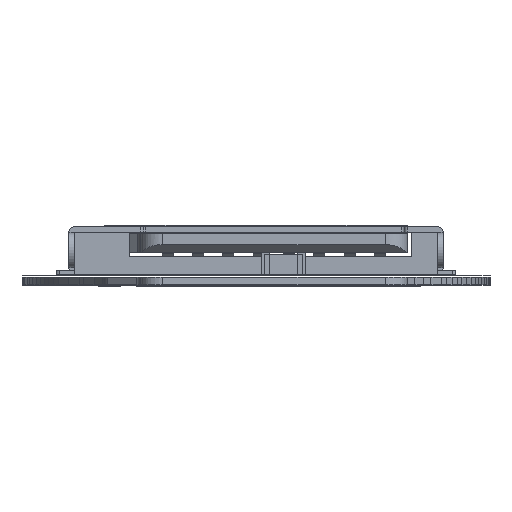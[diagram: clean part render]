
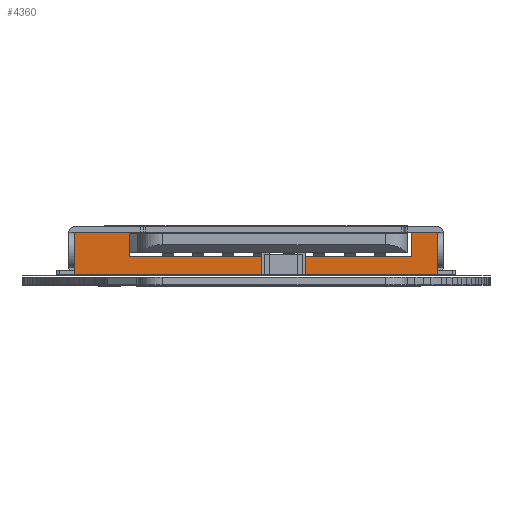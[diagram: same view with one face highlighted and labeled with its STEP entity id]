
A CAD part, left-side view. The second image highlights one B-rep face of the part: STEP entity #4360.
In plain terms, the highlighted face is planar.
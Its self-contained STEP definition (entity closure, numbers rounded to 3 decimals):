
#3236 = VERTEX_POINT('',#3237);
#3237 = CARTESIAN_POINT('',(-6.6,-6.75,0.));
#3243 = EDGE_CURVE('',#3244,#3236,#3246,.T.);
#3244 = VERTEX_POINT('',#3245);
#3245 = CARTESIAN_POINT('',(-6.6,-6.75,1.55));
#3246 = LINE('',#3247,#3248);
#3247 = CARTESIAN_POINT('',(-6.6,-6.75,1.55));
#3248 = VECTOR('',#3249,1.);
#3249 = DIRECTION('',(0.,0.,-1.));
#3720 = VERTEX_POINT('',#3721);
#3721 = CARTESIAN_POINT('',(6.6,-6.75,0.));
#3727 = EDGE_CURVE('',#3236,#3720,#3728,.T.);
#3728 = LINE('',#3729,#3730);
#3729 = CARTESIAN_POINT('',(-6.6,-6.75,0.));
#3730 = VECTOR('',#3731,1.);
#3731 = DIRECTION('',(1.,0.,0.));
#3821 = EDGE_CURVE('',#3244,#3822,#3824,.T.);
#3822 = VERTEX_POINT('',#3823);
#3823 = CARTESIAN_POINT('',(-4.6,-6.75,1.55));
#3824 = LINE('',#3825,#3826);
#3825 = CARTESIAN_POINT('',(-6.6,-6.75,1.55));
#3826 = VECTOR('',#3827,1.);
#3827 = DIRECTION('',(1.,0.,0.));
#4049 = VERTEX_POINT('',#4050);
#4050 = CARTESIAN_POINT('',(6.6,-6.75,1.55));
#4056 = EDGE_CURVE('',#4049,#3720,#4057,.T.);
#4057 = LINE('',#4058,#4059);
#4058 = CARTESIAN_POINT('',(6.6,-6.75,1.55));
#4059 = VECTOR('',#4060,1.);
#4060 = DIRECTION('',(0.,0.,-1.));
#4223 = VERTEX_POINT('',#4224);
#4224 = CARTESIAN_POINT('',(5.65,-6.75,1.55));
#4230 = EDGE_CURVE('',#4223,#4049,#4231,.T.);
#4231 = LINE('',#4232,#4233);
#4232 = CARTESIAN_POINT('',(-6.6,-6.75,1.55));
#4233 = VECTOR('',#4234,1.);
#4234 = DIRECTION('',(1.,0.,0.));
#4360 = ADVANCED_FACE('',(#4361),#4390,.F.);
#4361 = FACE_BOUND('',#4362,.T.);
#4362 = EDGE_LOOP('',(#4363,#4373,#4379,#4380,#4381,#4382,#4383,#4384));
#4363 = ORIENTED_EDGE('',*,*,#4364,.F.);
#4364 = EDGE_CURVE('',#4365,#4367,#4369,.T.);
#4365 = VERTEX_POINT('',#4366);
#4366 = CARTESIAN_POINT('',(-4.6,-6.75,0.65));
#4367 = VERTEX_POINT('',#4368);
#4368 = CARTESIAN_POINT('',(5.65,-6.75,0.65));
#4369 = LINE('',#4370,#4371);
#4370 = CARTESIAN_POINT('',(-4.6,-6.75,0.65));
#4371 = VECTOR('',#4372,1.);
#4372 = DIRECTION('',(1.,0.,0.));
#4373 = ORIENTED_EDGE('',*,*,#4374,.T.);
#4374 = EDGE_CURVE('',#4365,#3822,#4375,.T.);
#4375 = LINE('',#4376,#4377);
#4376 = CARTESIAN_POINT('',(-4.6,-6.75,0.65));
#4377 = VECTOR('',#4378,1.);
#4378 = DIRECTION('',(0.,0.,1.));
#4379 = ORIENTED_EDGE('',*,*,#3821,.F.);
#4380 = ORIENTED_EDGE('',*,*,#3243,.T.);
#4381 = ORIENTED_EDGE('',*,*,#3727,.T.);
#4382 = ORIENTED_EDGE('',*,*,#4056,.F.);
#4383 = ORIENTED_EDGE('',*,*,#4230,.F.);
#4384 = ORIENTED_EDGE('',*,*,#4385,.F.);
#4385 = EDGE_CURVE('',#4367,#4223,#4386,.T.);
#4386 = LINE('',#4387,#4388);
#4387 = CARTESIAN_POINT('',(5.65,-6.75,0.65));
#4388 = VECTOR('',#4389,1.);
#4389 = DIRECTION('',(0.,0.,1.));
#4390 = PLANE('',#4391);
#4391 = AXIS2_PLACEMENT_3D('',#4392,#4393,#4394);
#4392 = CARTESIAN_POINT('',(-6.6,-6.75,1.55));
#4393 = DIRECTION('',(0.,1.,0.));
#4394 = DIRECTION('',(0.,-0.,1.));
